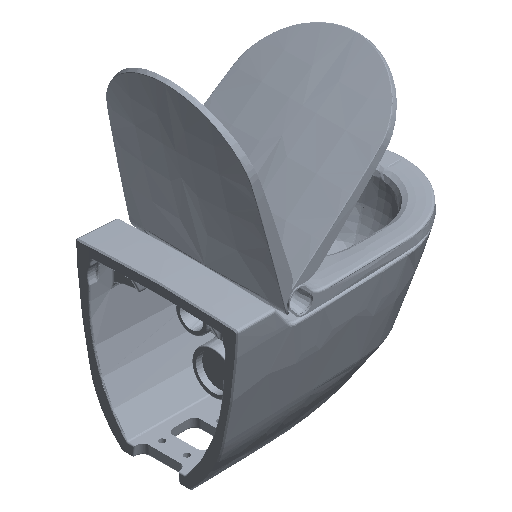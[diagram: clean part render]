
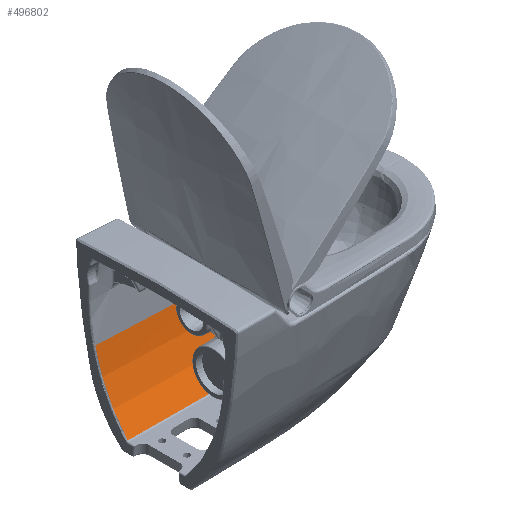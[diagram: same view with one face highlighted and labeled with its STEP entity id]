
A CAD part, isometric view. The second image highlights one B-rep face of the part: STEP entity #496802.
In plain terms, the highlighted free-form (B-spline) face has degree [5, 1] with [15, 2] control points.
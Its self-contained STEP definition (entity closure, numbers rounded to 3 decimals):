
#489933=CARTESIAN_POINT('Vertex',(2.913,71.462,-364.203)) ;
#489943=CARTESIAN_POINT('Vertex',(310.497,64.355,-358.841)) ;
#489947=CARTESIAN_POINT('Control Point',(2.913,71.462,-364.203)) ;
#489948=CARTESIAN_POINT('Control Point',(64.43,70.03,-363.131)) ;
#489949=CARTESIAN_POINT('Control Point',(125.947,68.603,-362.058)) ;
#489950=CARTESIAN_POINT('Control Point',(187.463,67.181,-360.986)) ;
#489951=CARTESIAN_POINT('Control Point',(248.98,65.765,-359.913)) ;
#489952=CARTESIAN_POINT('Control Point',(310.497,64.355,-358.841)) ;
#496721=CARTESIAN_POINT('Control Point',(326.711,32.93,-391.)) ;
#496722=CARTESIAN_POINT('Control Point',(0.,43.678,-393.658)) ;
#496723=CARTESIAN_POINT('Control Point',(326.711,35.587,-388.347)) ;
#496724=CARTESIAN_POINT('Control Point',(0.,46.338,-390.995)) ;
#496725=CARTESIAN_POINT('Control Point',(326.711,38.24,-385.695)) ;
#496726=CARTESIAN_POINT('Control Point',(0.,48.994,-388.328)) ;
#496727=CARTESIAN_POINT('Control Point',(326.711,40.88,-383.05)) ;
#496728=CARTESIAN_POINT('Control Point',(0.,51.638,-385.664)) ;
#496729=CARTESIAN_POINT('Control Point',(326.711,44.838,-379.085)) ;
#496730=CARTESIAN_POINT('Control Point',(0.,55.614,-381.633)) ;
#496731=CARTESIAN_POINT('Control Point',(326.711,48.72,-375.15)) ;
#496732=CARTESIAN_POINT('Control Point',(0.,59.53,-377.545)) ;
#496733=CARTESIAN_POINT('Control Point',(326.711,49.957,-373.888)) ;
#496734=CARTESIAN_POINT('Control Point',(0.,60.78,-376.223)) ;
#496735=CARTESIAN_POINT('Control Point',(326.711,59.785,-363.698)) ;
#496736=CARTESIAN_POINT('Control Point',(0.,70.701,-365.594)) ;
#496737=CARTESIAN_POINT('Control Point',(326.711,69.088,-353.022)) ;
#496738=CARTESIAN_POINT('Control Point',(0.,80.077,-354.463)) ;
#496739=CARTESIAN_POINT('Control Point',(326.711,76.762,-343.365)) ;
#496740=CARTESIAN_POINT('Control Point',(0.,87.796,-344.402)) ;
#496741=CARTESIAN_POINT('Control Point',(326.711,98.588,-313.135)) ;
#496742=CARTESIAN_POINT('Control Point',(0.,109.702,-312.945)) ;
#496743=CARTESIAN_POINT('Control Point',(326.711,116.141,-280.065)) ;
#496744=CARTESIAN_POINT('Control Point',(0.,127.169,-278.687)) ;
#496745=CARTESIAN_POINT('Control Point',(326.711,125.923,-256.813)) ;
#496746=CARTESIAN_POINT('Control Point',(0.,136.828,-254.705)) ;
#496747=CARTESIAN_POINT('Control Point',(326.711,133.727,-233.026)) ;
#496748=CARTESIAN_POINT('Control Point',(0.,144.46,-230.224)) ;
#496749=CARTESIAN_POINT('Control Point',(326.711,139.656,-208.753)) ;
#496750=CARTESIAN_POINT('Control Point',(0.,150.177,-205.305)) ;
#496752=CARTESIAN_POINT('Control Point',(276.445,140.918,-209.686)) ;
#496753=CARTESIAN_POINT('Control Point',(280.812,136.776,-226.004)) ;
#496754=CARTESIAN_POINT('Control Point',(284.953,131.781,-242.15)) ;
#496755=CARTESIAN_POINT('Control Point',(288.87,125.892,-258.095)) ;
#496756=CARTESIAN_POINT('Control Point',(293.906,116.575,-279.499)) ;
#496757=CARTESIAN_POINT('Control Point',(298.475,105.541,-300.085)) ;
#496758=CARTESIAN_POINT('Control Point',(299.676,102.432,-305.585)) ;
#496759=CARTESIAN_POINT('Control Point',(302.158,95.55,-317.137)) ;
#496760=CARTESIAN_POINT('Control Point',(304.485,88.102,-328.352)) ;
#496761=CARTESIAN_POINT('Control Point',(305.675,84.001,-334.19)) ;
#496762=CARTESIAN_POINT('Control Point',(307.376,77.687,-342.691)) ;
#496763=CARTESIAN_POINT('Control Point',(308.985,71.042,-350.948)) ;
#496764=CARTESIAN_POINT('Control Point',(309.498,68.847,-353.606)) ;
#496765=CARTESIAN_POINT('Control Point',(310.002,66.618,-356.237)) ;
#496766=CARTESIAN_POINT('Control Point',(310.497,64.355,-358.841)) ;
#496767=CARTESIAN_POINT('Vertex',(276.445,140.918,-209.686)) ;
#496771=CARTESIAN_POINT('Control Point',(276.052,141.287,-208.219)) ;
#496772=CARTESIAN_POINT('Control Point',(276.184,141.165,-208.708)) ;
#496773=CARTESIAN_POINT('Control Point',(276.315,141.042,-209.197)) ;
#496774=CARTESIAN_POINT('Control Point',(276.445,140.918,-209.686)) ;
#496775=CARTESIAN_POINT('Vertex',(276.052,141.287,-208.219)) ;
#496779=CARTESIAN_POINT('Control Point',(276.052,141.287,-208.219)) ;
#496780=CARTESIAN_POINT('Control Point',(2.913,150.083,-205.335)) ;
#496781=CARTESIAN_POINT('Vertex',(2.913,150.083,-205.335)) ;
#496785=CARTESIAN_POINT('Control Point',(2.913,71.462,-364.203)) ;
#496786=CARTESIAN_POINT('Control Point',(2.913,78.099,-356.475)) ;
#496787=CARTESIAN_POINT('Control Point',(2.913,84.455,-348.508)) ;
#496788=CARTESIAN_POINT('Control Point',(2.913,90.515,-340.31)) ;
#496789=CARTESIAN_POINT('Control Point',(2.913,110.734,-310.73)) ;
#496790=CARTESIAN_POINT('Control Point',(2.913,127.071,-278.699)) ;
#496791=CARTESIAN_POINT('Control Point',(2.913,136.731,-254.724)) ;
#496792=CARTESIAN_POINT('Control Point',(2.913,144.365,-230.249)) ;
#496793=CARTESIAN_POINT('Control Point',(2.913,150.083,-205.335)) ;
#496796=ORIENTED_EDGE('',*,*,#489953,.F.) ;
#496797=ORIENTED_EDGE('',*,*,#496769,.T.) ;
#496798=ORIENTED_EDGE('',*,*,#496777,.T.) ;
#496799=ORIENTED_EDGE('',*,*,#496783,.T.) ;
#496800=ORIENTED_EDGE('',*,*,#496794,.T.) ;
#496802=ADVANCED_FACE('K\X2\00F6\X0\rper.2',(#496801),#496720,.T.) ;
#489946=B_SPLINE_CURVE_WITH_KNOTS('',5,(#489947,#489948,#489949,#489950,#489951,#489952),.UNSPECIFIED.,.F.,.U.,(6,6),(93.028,400.742),.UNSPECIFIED.) ;
#496751=B_SPLINE_CURVE_WITH_KNOTS('',5,(#496752,#496753,#496754,#496755,#496756,#496757,#496758,#496759,#496760,#496761,#496762,#496763,#496764,#496765,#496766),.UNSPECIFIED.,.F.,.U.,(6,3,3,3,6),(0.,123.278,168.957,220.483,245.301),.UNSPECIFIED.) ;
#496770=B_SPLINE_CURVE_WITH_KNOTS('',3,(#496771,#496772,#496773,#496774),.UNSPECIFIED.,.F.,.U.,(4,4),(0.,2.217),.UNSPECIFIED.) ;
#496778=B_SPLINE_CURVE_WITH_KNOTS('',1,(#496779,#496780),.UNSPECIFIED.,.F.,.U.,(2,2),(50.688,323.984),.UNSPECIFIED.) ;
#496784=B_SPLINE_CURVE_WITH_KNOTS('',5,(#496785,#496786,#496787,#496788,#496789,#496790,#496791,#496792,#496793),.UNSPECIFIED.,.F.,.U.,(6,3,6),(40.337,90.705,217.326),.UNSPECIFIED.) ;
#496720=B_SPLINE_SURFACE_WITH_KNOTS('',5,1,((#496721,#496722),(#496723,#496724),(#496725,#496726),(#496727,#496728),(#496729,#496730),(#496731,#496732),(#496733,#496734),(#496735,#496736),(#496737,#496738),(#496739,#496740),(#496741,#496742),(#496743,#496744),(#496745,#496746),(#496747,#496748),(#496749,#496750)),.UNSPECIFIED.,.F.,.F.,.U.,(6,3,3,3,6),(2,2),(0.,18.832,28.086,90.705,217.326),(0.,326.899),.UNSPECIFIED.) ;
#489953=EDGE_CURVE('',#489944,#489934,#489946,.F.) ;
#496769=EDGE_CURVE('',#489944,#496768,#496751,.F.) ;
#496777=EDGE_CURVE('',#496768,#496776,#496770,.F.) ;
#496783=EDGE_CURVE('',#496776,#496782,#496778,.T.) ;
#496794=EDGE_CURVE('',#496782,#489934,#496784,.F.) ;
#496795=EDGE_LOOP('',(#496796,#496797,#496798,#496799,#496800)) ;
#496801=FACE_OUTER_BOUND('',#496795,.T.) ;
#489934=VERTEX_POINT('',#489933) ;
#489944=VERTEX_POINT('',#489943) ;
#496768=VERTEX_POINT('',#496767) ;
#496776=VERTEX_POINT('',#496775) ;
#496782=VERTEX_POINT('',#496781) ;
